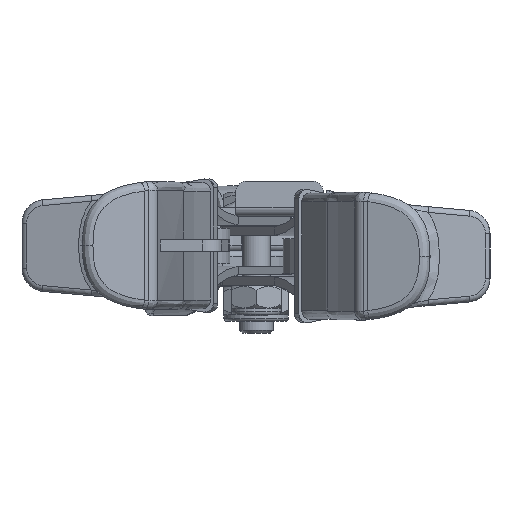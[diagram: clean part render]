
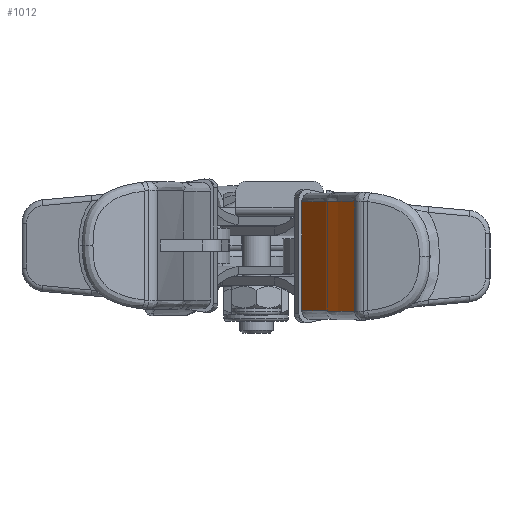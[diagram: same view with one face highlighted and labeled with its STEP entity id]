
A CAD part, front view. The second image highlights one B-rep face of the part: STEP entity #1012.
In plain terms, the highlighted free-form (B-spline) face has degree [3, 1] with [6, 2] control points.
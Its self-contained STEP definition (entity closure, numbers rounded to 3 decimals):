
#911 = CARTESIAN_POINT ( 'NONE',  ( 207.781, -0.503, 9.275 ) ) ;
#1012 = ADVANCED_FACE ( 'NONE', ( #13053 ), #27769, .T. ) ;
#4163 = CARTESIAN_POINT ( 'NONE',  ( 215.471, -86.076, -9.389 ) ) ;
#4900 = CARTESIAN_POINT ( 'NONE',  ( 212.811, -33.459, -9.311 ) ) ;
#5047 = CARTESIAN_POINT ( 'NONE',  ( 211.228, -11.104, -9.519 ) ) ;
#5207 = B_SPLINE_CURVE_WITH_KNOTS ( 'NONE', 3,
 ( #911, #39028, #17351, #54726, #55414, #65665, #55187, #44496, #66134, #33562, #65896, #22155, #22390, #49050, #49508, #38111, #16662, #43570, #22862, #10968, #27386, #6412, #27621, #11199, #49283, #11669 ),
 .UNSPECIFIED., .F., .F.,
 ( 4, 2, 2, 2, 2, 2, 2, 2, 2, 2, 2, 2, 4 ),
 ( 0., 0.006, 0.012, 0.018, 0.024, 0.03, 0.036, 0.048, 0.054, 0.06, 0.072, 0.084, 0.096 ),
 .UNSPECIFIED. ) ;
#6412 = CARTESIAN_POINT ( 'NONE',  ( 213.565, -74.484, 9.369 ) ) ;
#7922 = DIRECTION ( 'NONE',  ( 0., 0., 1. ) ) ;
#9660 = CARTESIAN_POINT ( 'NONE',  ( 207.781, -0.503, -9.275 ) ) ;
#10062 = CARTESIAN_POINT ( 'NONE',  ( 214.655, -80.8, 9.519 ) ) ;
#10375 = CARTESIAN_POINT ( 'NONE',  ( 212.595, -66.734, -9.359 ) ) ;
#10968 = CARTESIAN_POINT ( 'NONE',  ( 212.238, -62.848, 9.355 ) ) ;
#11199 = CARTESIAN_POINT ( 'NONE',  ( 215.471, -86.076, 9.389 ) ) ;
#11669 = CARTESIAN_POINT ( 'NONE',  ( 216.785, -93.801, 9.406 ) ) ;
#13053 = FACE_OUTER_BOUND ( 'NONE', #15280, .T. ) ;
#14109 = CARTESIAN_POINT ( 'NONE',  ( 207.781, -0.503, 11. ) ) ;
#15280 = EDGE_LOOP ( 'NONE', ( #50749, #32008, #57062, #28310 ) ) ;
#16662 = CARTESIAN_POINT ( 'NONE',  ( 212.007, -51.128, 9.341 ) ) ;
#17351 = CARTESIAN_POINT ( 'NONE',  ( 209.005, -4.318, 9.274 ) ) ;
#20601 = CARTESIAN_POINT ( 'NONE',  ( 212.574, -19.767, -9.282 ) ) ;
#20768 = CARTESIAN_POINT ( 'NONE',  ( 214.338, -24.464, -9.519 ) ) ;
#20850 = CARTESIAN_POINT ( 'NONE',  ( 208.401, -2.408, -9.275 ) ) ;
#21573 = CARTESIAN_POINT ( 'NONE',  ( 212.886, -31.497, -9.307 ) ) ;
#22155 = CARTESIAN_POINT ( 'NONE',  ( 212.886, -31.497, 9.307 ) ) ;
#22390 = CARTESIAN_POINT ( 'NONE',  ( 212.811, -33.459, 9.311 ) ) ;
#22862 = CARTESIAN_POINT ( 'NONE',  ( 212.001, -56.997, 9.348 ) ) ;
#25193 = VERTEX_POINT ( 'NONE', #31671 ) ;
#26020 = CARTESIAN_POINT ( 'NONE',  ( 216.785, -93.801, 9.519 ) ) ;
#26100 = CARTESIAN_POINT ( 'NONE',  ( 212.756, -21.714, -9.286 ) ) ;
#26571 = CARTESIAN_POINT ( 'NONE',  ( 211.61, -13.949, -9.275 ) ) ;
#26976 = CARTESIAN_POINT ( 'NONE',  ( 216.785, -93.801, 11. ) ) ;
#27386 = CARTESIAN_POINT ( 'NONE',  ( 212.595, -66.734, 9.359 ) ) ;
#27621 = CARTESIAN_POINT ( 'NONE',  ( 214.176, -78.35, 9.375 ) ) ;
#27769 = B_SPLINE_SURFACE_WITH_KNOTS ( 'NONE', 3, 1, ( 
 ( #52191, #69267 ),
 ( #59309, #5047 ),
 ( #64533, #20768 ),
 ( #47663, #36733 ),
 ( #10062, #53600 ),
 ( #26020, #48394 ) ),
 .UNSPECIFIED., .F., .F., .F.,
 ( 4, 1, 1, 4 ),
 ( 2, 2 ),
 ( 0., 0.256, 0.58, 0.968 ),
 ( 0., 1. ),
 .UNSPECIFIED. ) ;
#28310 = ORIENTED_EDGE ( 'NONE', *, *, #57554, .F. ) ;
#29995 = VECTOR ( 'NONE', #7922, 1000. ) ;
#31645 = CARTESIAN_POINT ( 'NONE',  ( 207.781, -0.503, 9.275 ) ) ;
#31671 = CARTESIAN_POINT ( 'NONE',  ( 207.781, -0.503, -9.275 ) ) ;
#32008 = ORIENTED_EDGE ( 'NONE', *, *, #60484, .T. ) ;
#32050 = CARTESIAN_POINT ( 'NONE',  ( 212.951, -27.577, -9.299 ) ) ;
#32624 = VERTEX_POINT ( 'NONE', #59530 ) ;
#33562 = CARTESIAN_POINT ( 'NONE',  ( 212.942, -25.62, 9.295 ) ) ;
#36733 = CARTESIAN_POINT ( 'NONE',  ( 210.152, -59.242, -9.519 ) ) ;
#36808 = CARTESIAN_POINT ( 'NONE',  ( 212.942, -25.62, -9.295 ) ) ;
#36962 = DIRECTION ( 'NONE',  ( 0., 0., -1. ) ) ;
#37064 = VERTEX_POINT ( 'NONE', #31645 ) ;
#37520 = CARTESIAN_POINT ( 'NONE',  ( 209.005, -4.318, -9.274 ) ) ;
#38111 = CARTESIAN_POINT ( 'NONE',  ( 212.064, -49.167, 9.338 ) ) ;
#38549 = LINE ( 'NONE', #14109, #29995 ) ;
#39028 = CARTESIAN_POINT ( 'NONE',  ( 208.401, -2.408, 9.275 ) ) ;
#40503 = VERTEX_POINT ( 'NONE', #54705 ) ;
#42270 = CARTESIAN_POINT ( 'NONE',  ( 216.152, -89.935, -9.397 ) ) ;
#42996 = CARTESIAN_POINT ( 'NONE',  ( 212.298, -43.28, -9.328 ) ) ;
#43236 = CARTESIAN_POINT ( 'NONE',  ( 212.007, -51.128, -9.341 ) ) ;
#43570 = CARTESIAN_POINT ( 'NONE',  ( 211.974, -55.043, 9.346 ) ) ;
#44496 = CARTESIAN_POINT ( 'NONE',  ( 212.574, -19.767, 9.282 ) ) ;
#47598 = B_SPLINE_CURVE_WITH_KNOTS ( 'NONE', 3,
 ( #9660, #20850, #37520, #70316, #64135, #26571, #59143, #20601, #26100, #36808, #32050, #21573, #4900, #58658, #42996, #64377, #43236, #58896, #64620, #70061, #10375, #48473, #53680, #4163, #42270, #47981 ),
 .UNSPECIFIED., .F., .F.,
 ( 4, 2, 2, 2, 2, 2, 2, 2, 2, 2, 2, 2, 4 ),
 ( 0., 0.006, 0.012, 0.018, 0.024, 0.03, 0.036, 0.048, 0.054, 0.06, 0.072, 0.084, 0.096 ),
 .UNSPECIFIED. ) ;
#47628 = EDGE_CURVE ( 'NONE', #32624, #40503, #61646, .T. ) ;
#47663 = CARTESIAN_POINT ( 'NONE',  ( 210.152, -59.242, 9.519 ) ) ;
#47981 = CARTESIAN_POINT ( 'NONE',  ( 216.785, -93.801, -9.406 ) ) ;
#48394 = CARTESIAN_POINT ( 'NONE',  ( 216.785, -93.801, -9.519 ) ) ;
#48473 = CARTESIAN_POINT ( 'NONE',  ( 213.565, -74.484, -9.369 ) ) ;
#49050 = CARTESIAN_POINT ( 'NONE',  ( 212.54, -39.349, 9.321 ) ) ;
#49283 = CARTESIAN_POINT ( 'NONE',  ( 216.152, -89.935, 9.397 ) ) ;
#49508 = CARTESIAN_POINT ( 'NONE',  ( 212.298, -43.28, 9.328 ) ) ;
#50749 = ORIENTED_EDGE ( 'NONE', *, *, #51420, .F. ) ;
#51420 = EDGE_CURVE ( 'NONE', #25193, #37064, #38549, .T. ) ;
#52191 = CARTESIAN_POINT ( 'NONE',  ( 207.781, -0.503, 9.519 ) ) ;
#53600 = CARTESIAN_POINT ( 'NONE',  ( 214.655, -80.8, -9.519 ) ) ;
#53680 = CARTESIAN_POINT ( 'NONE',  ( 214.176, -78.35, -9.375 ) ) ;
#54705 = CARTESIAN_POINT ( 'NONE',  ( 216.785, -93.801, -9.406 ) ) ;
#54726 = CARTESIAN_POINT ( 'NONE',  ( 210.146, -8.158, 9.274 ) ) ;
#55187 = CARTESIAN_POINT ( 'NONE',  ( 212., -15.884, 9.277 ) ) ;
#55414 = CARTESIAN_POINT ( 'NONE',  ( 210.682, -10.087, 9.274 ) ) ;
#57062 = ORIENTED_EDGE ( 'NONE', *, *, #47628, .F. ) ;
#57554 = EDGE_CURVE ( 'NONE', #37064, #32624, #5207, .T. ) ;
#58658 = CARTESIAN_POINT ( 'NONE',  ( 212.54, -39.349, -9.321 ) ) ;
#58896 = CARTESIAN_POINT ( 'NONE',  ( 211.974, -55.043, -9.346 ) ) ;
#59143 = CARTESIAN_POINT ( 'NONE',  ( 212., -15.884, -9.277 ) ) ;
#59309 = CARTESIAN_POINT ( 'NONE',  ( 211.228, -11.104, 9.519 ) ) ;
#59530 = CARTESIAN_POINT ( 'NONE',  ( 216.785, -93.801, 9.406 ) ) ;
#60484 = EDGE_CURVE ( 'NONE', #25193, #40503, #47598, .T. ) ;
#61646 = LINE ( 'NONE', #26976, #68468 ) ;
#64135 = CARTESIAN_POINT ( 'NONE',  ( 210.682, -10.087, -9.274 ) ) ;
#64377 = CARTESIAN_POINT ( 'NONE',  ( 212.064, -49.167, -9.338 ) ) ;
#64533 = CARTESIAN_POINT ( 'NONE',  ( 214.338, -24.464, 9.519 ) ) ;
#64620 = CARTESIAN_POINT ( 'NONE',  ( 212.001, -56.997, -9.348 ) ) ;
#65665 = CARTESIAN_POINT ( 'NONE',  ( 211.61, -13.949, 9.275 ) ) ;
#65896 = CARTESIAN_POINT ( 'NONE',  ( 212.951, -27.577, 9.299 ) ) ;
#66134 = CARTESIAN_POINT ( 'NONE',  ( 212.756, -21.714, 9.286 ) ) ;
#68468 = VECTOR ( 'NONE', #36962, 1000. ) ;
#69267 = CARTESIAN_POINT ( 'NONE',  ( 207.781, -0.503, -9.519 ) ) ;
#70061 = CARTESIAN_POINT ( 'NONE',  ( 212.238, -62.848, -9.355 ) ) ;
#70316 = CARTESIAN_POINT ( 'NONE',  ( 210.146, -8.158, -9.274 ) ) ;
